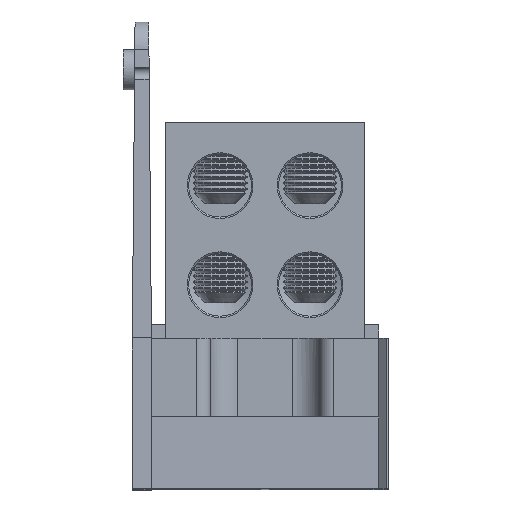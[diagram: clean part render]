
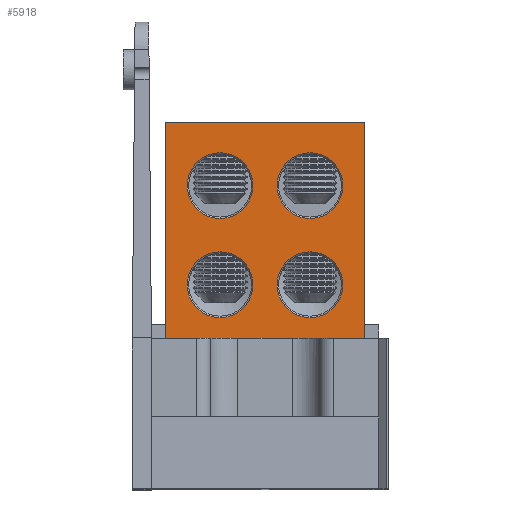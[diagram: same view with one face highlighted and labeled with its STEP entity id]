
A CAD part, top view. The second image highlights one B-rep face of the part: STEP entity #5918.
In plain terms, the highlighted planar face has unit normal (0, 0, 1).
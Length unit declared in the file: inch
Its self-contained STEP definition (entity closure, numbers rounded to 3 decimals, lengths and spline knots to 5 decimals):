
#1426 = DIRECTION ( 'NONE',  ( -1., 0., 0. ) ) ;
#1482 = CARTESIAN_POINT ( 'NONE',  ( -0.313, 0.312, 1.5 ) ) ;
#3482 = CARTESIAN_POINT ( 'NONE',  ( -0.54175, -0.378, 1.5 ) ) ;
#4184 = EDGE_LOOP ( 'NONE', ( #25955 ) ) ;
#4895 = VECTOR ( 'NONE', #12217, 39.37008 ) ;
#5203 = LINE ( 'NONE', #6436, #18251 ) ;
#5219 = DIRECTION ( 'NONE',  ( 0., -1., 0. ) ) ;
#5351 = VERTEX_POINT ( 'NONE', #10509 ) ;
#5649 = AXIS2_PLACEMENT_3D ( 'NONE', #1482, #26162, #1426 ) ;
#5836 = DIRECTION ( 'NONE',  ( 0., 0., -1. ) ) ;
#5906 = CARTESIAN_POINT ( 'NONE',  ( 0.313, -0.378, 1.5 ) ) ;
#5916 = CARTESIAN_POINT ( 'NONE',  ( 0.08425, -0.378, 1.5 ) ) ;
#5918 = ADVANCED_FACE ( 'NONE', ( #8704, #8923, #8766, #8743, #8674 ), #22750, .F. ) ;
#6028 = VERTEX_POINT ( 'NONE', #8254 ) ;
#6209 = VERTEX_POINT ( 'NONE', #5916 ) ;
#6436 = CARTESIAN_POINT ( 'NONE',  ( -0.69, -0.75, 1.5 ) ) ;
#6863 = AXIS2_PLACEMENT_3D ( 'NONE', #8963, #8928, #8909 ) ;
#7352 = CARTESIAN_POINT ( 'NONE',  ( 0.69, 0.75, 1.5 ) ) ;
#7415 = LINE ( 'NONE', #14137, #15573 ) ;
#7793 = DIRECTION ( 'NONE',  ( -1., 0., 0. ) ) ;
#7881 = CARTESIAN_POINT ( 'NONE',  ( 0.69, -0.75, 1.5 ) ) ;
#8254 = CARTESIAN_POINT ( 'NONE',  ( -0.54175, 0.312, 1.5 ) ) ;
#8674 = FACE_OUTER_BOUND ( 'NONE', #18310, .T. ) ;
#8704 = FACE_BOUND ( 'NONE', #10599, .T. ) ;
#8743 = FACE_BOUND ( 'NONE', #4184, .T. ) ;
#8766 = FACE_BOUND ( 'NONE', #11743, .T. ) ;
#8909 = DIRECTION ( 'NONE',  ( -1., 0., 0. ) ) ;
#8923 = FACE_BOUND ( 'NONE', #17907, .T. ) ;
#8928 = DIRECTION ( 'NONE',  ( 0., 0., -1. ) ) ;
#8963 = CARTESIAN_POINT ( 'NONE',  ( -0.313, -0.378, 1.5 ) ) ;
#9384 = AXIS2_PLACEMENT_3D ( 'NONE', #5906, #5836, #14951 ) ;
#10509 = CARTESIAN_POINT ( 'NONE',  ( 0.08425, 0.312, 1.5 ) ) ;
#10599 = EDGE_LOOP ( 'NONE', ( #26391 ) ) ;
#11743 = EDGE_LOOP ( 'NONE', ( #25994 ) ) ;
#12217 = DIRECTION ( 'NONE',  ( 0., -1., 0. ) ) ;
#12569 = EDGE_CURVE ( 'NONE', #20889, #20757, #7415, .T. ) ;
#12657 = EDGE_CURVE ( 'NONE', #20889, #19783, #15483, .T. ) ;
#12836 = EDGE_CURVE ( 'NONE', #19783, #20721, #19835, .T. ) ;
#12933 = EDGE_CURVE ( 'NONE', #20757, #20721, #5203, .T. ) ;
#13383 = EDGE_CURVE ( 'NONE', #5351, #5351, #28135, .T. ) ;
#13572 = CARTESIAN_POINT ( 'NONE',  ( 0.69, -0.75, 1.5 ) ) ;
#13677 = CARTESIAN_POINT ( 'NONE',  ( -0.69, -0.75, 1.5 ) ) ;
#13739 = DIRECTION ( 'NONE',  ( -1., 0., 0. ) ) ;
#13821 = EDGE_CURVE ( 'NONE', #26580, #26580, #22389, .T. ) ;
#13881 = EDGE_CURVE ( 'NONE', #6209, #6209, #19799, .T. ) ;
#13970 = EDGE_CURVE ( 'NONE', #6028, #6028, #17710, .T. ) ;
#14137 = CARTESIAN_POINT ( 'NONE',  ( 0.69, 0.75, 1.5 ) ) ;
#14951 = DIRECTION ( 'NONE',  ( -1., 0., 0. ) ) ;
#15483 = LINE ( 'NONE', #13572, #4895 ) ;
#15573 = VECTOR ( 'NONE', #13739, 39.37008 ) ;
#17710 = CIRCLE ( 'NONE', #5649, 0.22875 ) ;
#17907 = EDGE_LOOP ( 'NONE', ( #26357 ) ) ;
#18251 = VECTOR ( 'NONE', #5219, 39.37008 ) ;
#18310 = EDGE_LOOP ( 'NONE', ( #25838, #25618, #25583, #24775 ) ) ;
#19783 = VERTEX_POINT ( 'NONE', #20332 ) ;
#19799 = CIRCLE ( 'NONE', #9384, 0.22875 ) ;
#19835 = LINE ( 'NONE', #7881, #25287 ) ;
#20332 = CARTESIAN_POINT ( 'NONE',  ( 0.69, -0.75, 1.5 ) ) ;
#20430 = AXIS2_PLACEMENT_3D ( 'NONE', #22262, #22204, #22164 ) ;
#20721 = VERTEX_POINT ( 'NONE', #13677 ) ;
#20757 = VERTEX_POINT ( 'NONE', #25488 ) ;
#20889 = VERTEX_POINT ( 'NONE', #7352 ) ;
#22164 = DIRECTION ( 'NONE',  ( -1., 0., 0. ) ) ;
#22204 = DIRECTION ( 'NONE',  ( 0., 0., -1. ) ) ;
#22262 = CARTESIAN_POINT ( 'NONE',  ( 0.313, 0.312, 1.5 ) ) ;
#22389 = CIRCLE ( 'NONE', #6863, 0.22875 ) ;
#22459 = AXIS2_PLACEMENT_3D ( 'NONE', #29029, #29010, #24206 ) ;
#22750 = PLANE ( 'NONE',  #22459 ) ;
#24206 = DIRECTION ( 'NONE',  ( -1., 0., 0. ) ) ;
#24775 = ORIENTED_EDGE ( 'NONE', *, *, #12569, .T. ) ;
#25287 = VECTOR ( 'NONE', #7793, 39.37008 ) ;
#25488 = CARTESIAN_POINT ( 'NONE',  ( -0.69, 0.75, 1.5 ) ) ;
#25583 = ORIENTED_EDGE ( 'NONE', *, *, #12657, .F. ) ;
#25618 = ORIENTED_EDGE ( 'NONE', *, *, #12836, .F. ) ;
#25838 = ORIENTED_EDGE ( 'NONE', *, *, #12933, .T. ) ;
#25955 = ORIENTED_EDGE ( 'NONE', *, *, #13970, .T. ) ;
#25994 = ORIENTED_EDGE ( 'NONE', *, *, #13383, .T. ) ;
#26162 = DIRECTION ( 'NONE',  ( 0., 0., -1. ) ) ;
#26357 = ORIENTED_EDGE ( 'NONE', *, *, #13881, .T. ) ;
#26391 = ORIENTED_EDGE ( 'NONE', *, *, #13821, .T. ) ;
#26580 = VERTEX_POINT ( 'NONE', #3482 ) ;
#28135 = CIRCLE ( 'NONE', #20430, 0.22875 ) ;
#29010 = DIRECTION ( 'NONE',  ( 0., 0., -1. ) ) ;
#29029 = CARTESIAN_POINT ( 'NONE',  ( 0.69, -0.75, 1.5 ) ) ;
